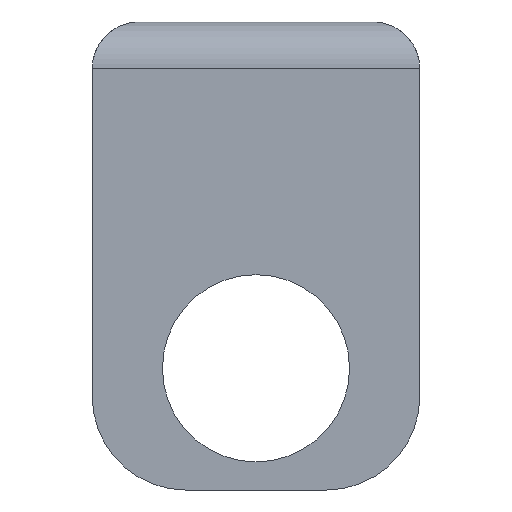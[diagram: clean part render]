
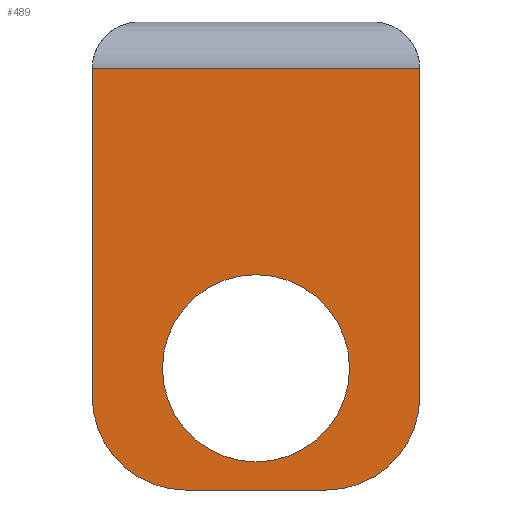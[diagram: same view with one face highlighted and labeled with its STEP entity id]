
A CAD part, front view. The second image highlights one B-rep face of the part: STEP entity #489.
In plain terms, the highlighted planar face has unit normal (0, -1, 0).
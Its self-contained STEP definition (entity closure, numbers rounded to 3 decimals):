
#9 = EDGE_CURVE ( 'NONE', #104, #551, #438, .T. ) ;
#12 = DIRECTION ( 'NONE',  ( 0., -1., 0. ) ) ;
#22 = CARTESIAN_POINT ( 'NONE',  ( 17.5, -17.5, -30. ) ) ;
#34 = ORIENTED_EDGE ( 'NONE', *, *, #9, .T. ) ;
#36 = EDGE_CURVE ( 'NONE', #713, #769, #824, .T. ) ;
#44 = DIRECTION ( 'NONE',  ( -1., 0., 0. ) ) ;
#50 = FACE_BOUND ( 'NONE', #454, .T. ) ;
#83 = DIRECTION ( 'NONE',  ( 0., 0., 1. ) ) ;
#85 = VERTEX_POINT ( 'NONE', #866 ) ;
#90 = AXIS2_PLACEMENT_3D ( 'NONE', #541, #121, #474 ) ;
#98 = LINE ( 'NONE', #641, #717 ) ;
#104 = VERTEX_POINT ( 'NONE', #173 ) ;
#114 = VECTOR ( 'NONE', #870, 1000. ) ;
#120 = CARTESIAN_POINT ( 'NONE',  ( -17.5, -17.5, 5. ) ) ;
#121 = DIRECTION ( 'NONE',  ( 0., 1., 0. ) ) ;
#122 = VECTOR ( 'NONE', #786, 1000. ) ;
#147 = ORIENTED_EDGE ( 'NONE', *, *, #361, .F. ) ;
#153 = DIRECTION ( 'NONE',  ( 0., 0., 1. ) ) ;
#173 = CARTESIAN_POINT ( 'NONE',  ( 0., -17.5, -37. ) ) ;
#175 = FACE_OUTER_BOUND ( 'NONE', #422, .T. ) ;
#178 = EDGE_CURVE ( 'NONE', #85, #329, #310, .T. ) ;
#207 = ORIENTED_EDGE ( 'NONE', *, *, #679, .T. ) ;
#210 = DIRECTION ( 'NONE',  ( 0., 1., 0. ) ) ;
#273 = EDGE_CURVE ( 'NONE', #423, #329, #337, .T. ) ;
#282 = ORIENTED_EDGE ( 'NONE', *, *, #418, .T. ) ;
#297 = ORIENTED_EDGE ( 'NONE', *, *, #178, .F. ) ;
#302 = AXIS2_PLACEMENT_3D ( 'NONE', #835, #569, #153 ) ;
#310 = LINE ( 'NONE', #589, #114 ) ;
#312 = DIRECTION ( 'NONE',  ( 0., 0., 1. ) ) ;
#329 = VERTEX_POINT ( 'NONE', #488 ) ;
#336 = AXIS2_PLACEMENT_3D ( 'NONE', #739, #464, #312 ) ;
#337 = CIRCLE ( 'NONE', #459, 10. ) ;
#340 = CARTESIAN_POINT ( 'NONE',  ( 17.5, -17.5, 5. ) ) ;
#351 = ORIENTED_EDGE ( 'NONE', *, *, #871, .T. ) ;
#361 = EDGE_CURVE ( 'NONE', #713, #378, #98, .T. ) ;
#364 = VECTOR ( 'NONE', #44, 1000. ) ;
#372 = ORIENTED_EDGE ( 'NONE', *, *, #36, .T. ) ;
#378 = VERTEX_POINT ( 'NONE', #22 ) ;
#408 = AXIS2_PLACEMENT_3D ( 'NONE', #609, #210, #83 ) ;
#418 = EDGE_CURVE ( 'NONE', #769, #423, #509, .T. ) ;
#422 = EDGE_LOOP ( 'NONE', ( #297, #351, #147, #372, #282, #516 ) ) ;
#423 = VERTEX_POINT ( 'NONE', #570 ) ;
#438 = CIRCLE ( 'NONE', #408, 10. ) ;
#450 = CARTESIAN_POINT ( 'NONE',  ( -17.5, -17.5, 10. ) ) ;
#454 = EDGE_LOOP ( 'NONE', ( #34, #207 ) ) ;
#459 = AXIS2_PLACEMENT_3D ( 'NONE', #688, #12, #560 ) ;
#464 = DIRECTION ( 'NONE',  ( 0., 1., 0. ) ) ;
#474 = DIRECTION ( 'NONE',  ( 0., 0., 1. ) ) ;
#488 = CARTESIAN_POINT ( 'NONE',  ( -7.5, -17.5, -40. ) ) ;
#489 = ADVANCED_FACE ( 'NONE', ( #175, #50 ), #882, .F. ) ;
#497 = CIRCLE ( 'NONE', #302, 10. ) ;
#509 = LINE ( 'NONE', #450, #122 ) ;
#516 = ORIENTED_EDGE ( 'NONE', *, *, #273, .T. ) ;
#541 = CARTESIAN_POINT ( 'NONE',  ( 0., -17.5, -27. ) ) ;
#551 = VERTEX_POINT ( 'NONE', #736 ) ;
#560 = DIRECTION ( 'NONE',  ( 0., 0., 1. ) ) ;
#569 = DIRECTION ( 'NONE',  ( 0., -1., 0. ) ) ;
#570 = CARTESIAN_POINT ( 'NONE',  ( -17.5, -17.5, -30. ) ) ;
#589 = CARTESIAN_POINT ( 'NONE',  ( -17.5, -17.5, -40. ) ) ;
#609 = CARTESIAN_POINT ( 'NONE',  ( 0., -17.5, -27. ) ) ;
#641 = CARTESIAN_POINT ( 'NONE',  ( 17.5, -17.5, 10. ) ) ;
#679 = EDGE_CURVE ( 'NONE', #551, #104, #874, .T. ) ;
#688 = CARTESIAN_POINT ( 'NONE',  ( -7.5, -17.5, -30. ) ) ;
#713 = VERTEX_POINT ( 'NONE', #340 ) ;
#717 = VECTOR ( 'NONE', #855, 1000. ) ;
#727 = CARTESIAN_POINT ( 'NONE',  ( -17.5, -17.5, 5. ) ) ;
#736 = CARTESIAN_POINT ( 'NONE',  ( 0., -17.5, -17. ) ) ;
#739 = CARTESIAN_POINT ( 'NONE',  ( -17.5, -17.5, 10. ) ) ;
#769 = VERTEX_POINT ( 'NONE', #120 ) ;
#786 = DIRECTION ( 'NONE',  ( 0., 0., -1. ) ) ;
#824 = LINE ( 'NONE', #727, #364 ) ;
#835 = CARTESIAN_POINT ( 'NONE',  ( 7.5, -17.5, -30. ) ) ;
#855 = DIRECTION ( 'NONE',  ( 0., 0., -1. ) ) ;
#866 = CARTESIAN_POINT ( 'NONE',  ( 7.5, -17.5, -40. ) ) ;
#870 = DIRECTION ( 'NONE',  ( -1., 0., 0. ) ) ;
#871 = EDGE_CURVE ( 'NONE', #85, #378, #497, .T. ) ;
#874 = CIRCLE ( 'NONE', #90, 10. ) ;
#882 = PLANE ( 'NONE',  #336 ) ;
